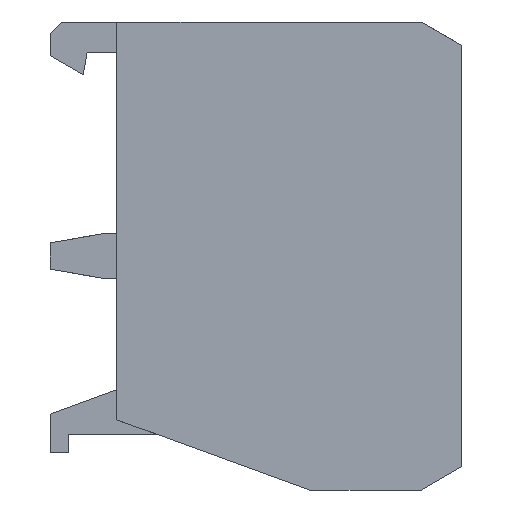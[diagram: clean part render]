
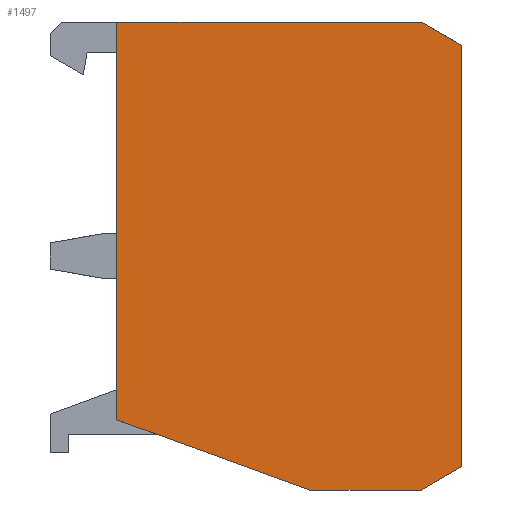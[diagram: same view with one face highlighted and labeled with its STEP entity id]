
A CAD part, front view. The second image highlights one B-rep face of the part: STEP entity #1497.
In plain terms, the highlighted planar face has unit normal (0, -1, 0).
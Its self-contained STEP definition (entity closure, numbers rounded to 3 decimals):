
#1289=CARTESIAN_POINT('POINT130216',(0.,-5.
   ,15.999));
#1290=VERTEX_POINT('VERTEX130216',#1289);
#1297=CARTESIAN_POINT('POINT130217',(20.825,-5.
   ,15.999));
#1298=VERTEX_POINT('VERTEX130217',#1297);
#1299=CARTESIAN_POINT('POS228655',(11.798,-5.,
   15.999));
#1300=DIRECTION('DIR298992',(1.,0.,
   0.));
#1301=VECTOR('VEC158318',#1300,25.4);
#1302=LINE('STRAIGHT158318',#1299,#1301);
#1303=EDGE_CURVE('EDGE195503',#1290,#1298,#1302,.T.);
#1344=CARTESIAN_POINT('POINT130218',(0.,
   -5.,-11.2));
#1345=VERTEX_POINT('VERTEX130218',#1344);
#1352=CARTESIAN_POINT('POS228658',(0.,-5.,
   0.));
#1353=DIRECTION('DIR298996',(0.,0.
   ,1.));
#1354=VECTOR('VEC158320',#1353,25.4);
#1355=LINE('STRAIGHT158320',#1352,#1354);
#1356=EDGE_CURVE('EDGE195506',#1345,#1290,#1355,.T.);
#1387=CARTESIAN_POINT('POINT130221',(13.187,-5.
   ,-15.999));
#1388=VERTEX_POINT('VERTEX130221',#1387);
#1395=CARTESIAN_POINT('POS228663',(7.168,-5.,
   -13.809));
#1396=DIRECTION('DIR299002',(0.94,
   0.,-0.342));
#1397=VECTOR('VEC158324',#1396,25.4);
#1398=LINE('STRAIGHT158324',#1395,#1397);
#1399=EDGE_CURVE('EDGE195511',#1345,#1388,#1398,.T.);
#1421=CARTESIAN_POINT('POINT130223',(20.825,-5.
   ,-15.999));
#1422=VERTEX_POINT('VERTEX130223',#1421);
#1429=CARTESIAN_POINT('POS228667',(11.798,-5.,
   -15.999));
#1430=DIRECTION('DIR299007',(1.,0.,
   0.));
#1431=VECTOR('VEC158327',#1430,25.4);
#1432=LINE('STRAIGHT158327',#1429,#1431);
#1433=EDGE_CURVE('EDGE195514',#1388,#1422,#1432,.T.);
#1464=ORIENTED_EDGE('COEDGE391017',*,*,#1399,.T.);
#1465=ORIENTED_EDGE('COEDGE391018',*,*,#1433,.T.);
#1466=CARTESIAN_POINT('POINT130226',(23.597,-5.,
   -14.4));
#1467=VERTEX_POINT('VERTEX130226',#1466);
#1468=CARTESIAN_POINT('POS228671',(18.826,-5.,
   -17.154));
#1469=DIRECTION('DIR299014',(0.866,0.
   ,0.5));
#1470=VECTOR('VEC158328',#1469,25.4);
#1471=LINE('STRAIGHT158328',#1468,#1470);
#1472=EDGE_CURVE('EDGE195517',#1422,#1467,#1471,.T.);
#1473=ORIENTED_EDGE('COEDGE391019',*,*,#1472,.T.);
#1474=CARTESIAN_POINT('POINT130227',(23.597,-5.,
   14.4));
#1475=VERTEX_POINT('VERTEX130227',#1474);
#1476=CARTESIAN_POINT('POS228672',(23.597,-5.,
   0.));
#1477=DIRECTION('DIR299015',(0.,
   0.,-1.));
#1478=VECTOR('VEC158329',#1477,25.4);
#1479=LINE('STRAIGHT158329',#1476,#1478);
#1480=EDGE_CURVE('EDGE195518',#1475,#1467,#1479,.T.);
#1481=ORIENTED_EDGE('COEDGE391020',*,*,#1480,.F.);
#1482=CARTESIAN_POINT('POS228673',(18.826,-5.,
   17.154));
#1483=DIRECTION('DIR299016',(-0.866,
   0.,0.5));
#1484=VECTOR('VEC158330',#1483,25.4);
#1485=LINE('STRAIGHT158330',#1482,#1484);
#1486=EDGE_CURVE('EDGE195519',#1475,#1298,#1485,.T.);
#1487=ORIENTED_EDGE('COEDGE391021',*,*,#1486,.T.);
#1488=ORIENTED_EDGE('COEDGE391022',*,*,#1303,.F.);
#1489=ORIENTED_EDGE('COEDGE391023',*,*,#1356,.F.);
#1490=EDGE_LOOP('NONE',(#1464,#1465,#1473,#1481,#1487,#1488,#1489));
#1491=FACE_BOUND('LOOP1',#1490,.T.);
#1492=CARTESIAN_POINT('POS228674',(11.798,-5.,
   0.));
#1493=DIRECTION('DIR299017',(0.,1.,0.));
#1494=DIRECTION('DIR299018',(1.,0.,0.));
#1495=AXIS2_PLACEMENT_3D('AXIS70344',#1492,#1493,#1494);
#1496=PLANE('PLANE50291',#1495);
#1497=ADVANCED_FACE('FACE70010',(#1491),#1496,.F.);
